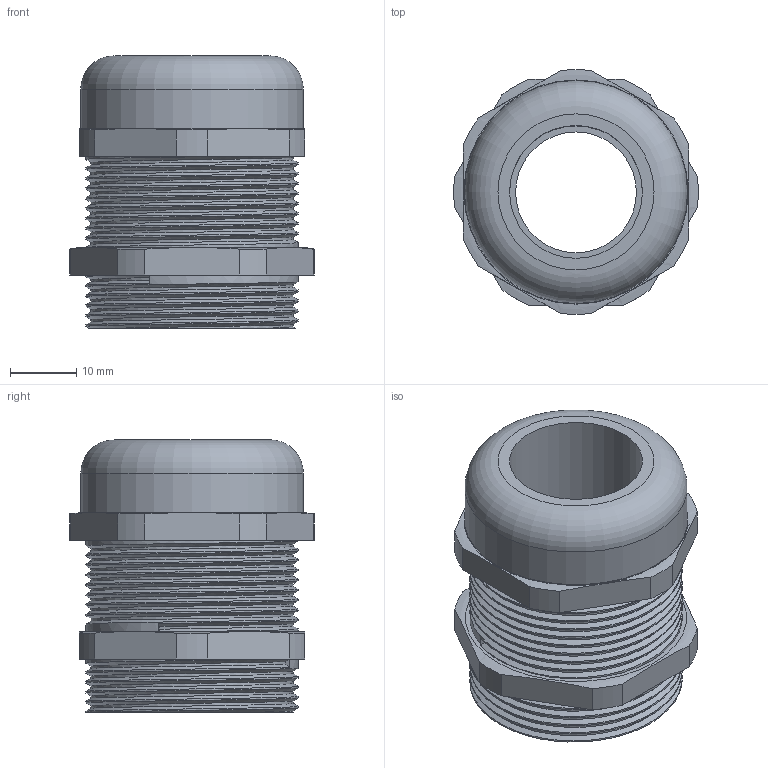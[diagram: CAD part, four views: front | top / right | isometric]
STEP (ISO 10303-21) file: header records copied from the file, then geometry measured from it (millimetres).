
FILE_DESCRIPTION(/* description */ (''),/* implementation_level */ '2;1');
FILE_NAME(/* name */ 'n 16 320 0126nxc001-02.stp',/* time_stamp */ '2019-04-12T08:47:30+02:00',/* author */ (''),/* organization */ (''),/* preprocessor_version */ 'ST-DEVELOPER v16.7',/* originating_system */ 'SIEMENS PLM Software NX 12.0',/* authorisation */ '');
FILE_SCHEMA (('AUTOMOTIVE_DESIGN { 1 0 10303 214 3 1 1 1 }'));
Length unit declared in the file: millimetre
Products named in the file (1): MBer4D0CE16Bu1pz
Bounding box: 36.82 x 36.83 x 41 mm (x, y, z)
Volume: 21089.3 mm3; surface area: 9517.2 mm2
Topology: 1 solids, 1 shells, 51 faces, 132 edges, 88 vertices
Faces by surface type: plane 22, cylinder 19, bspline 7, torus 3
Full cylindrical faces by diameter (mm): 18.2 x1, 20 x1, 33.5 x1
Entity records: 4753 total; most frequent: CARTESIAN_POINT 3571, ORIENTED_EDGE 246, DIRECTION 211, EDGE_CURVE 123, VERTEX_POINT 85, AXIS2_PLACEMENT_3D 83, EDGE_LOOP 64, ADVANCED_FACE 51
